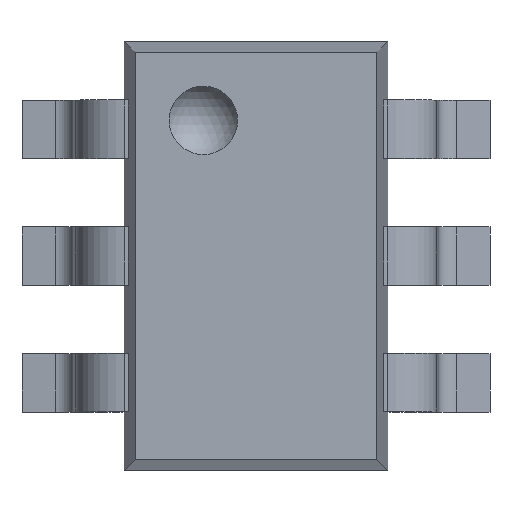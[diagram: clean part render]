
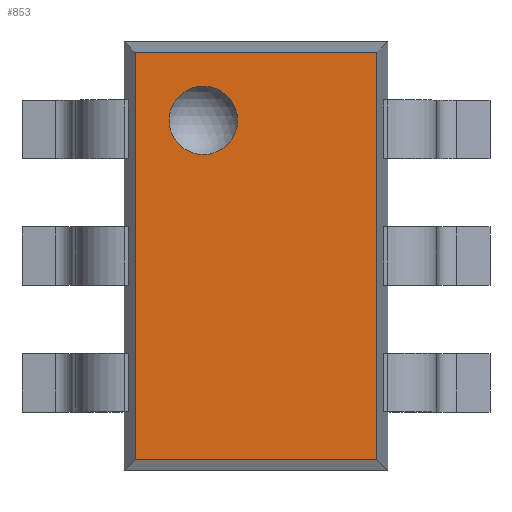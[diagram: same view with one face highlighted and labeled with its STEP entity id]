
A CAD part, top view. The second image highlights one B-rep face of the part: STEP entity #853.
In plain terms, the highlighted planar face has unit normal (0, 0, 1).
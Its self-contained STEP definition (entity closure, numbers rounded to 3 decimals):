
#12 = DIRECTION ( 'NONE',  ( -1., 0., 0. ) ) ;
#14 = DIRECTION ( 'NONE',  ( 0., 0., -1. ) ) ;
#15 = CARTESIAN_POINT ( 'NONE',  ( 1.1, 0.675, 1.1 ) ) ;
#30 = PLANE ( 'NONE',  #1342 ) ;
#139 = CIRCLE ( 'NONE', #1459, 0.175 ) ;
#140 = LINE ( 'NONE', #2660, #142 ) ;
#142 = VECTOR ( 'NONE', #2668, 1000. ) ;
#173 = VERTEX_POINT ( 'NONE', #2756 ) ;
#690 = VERTEX_POINT ( 'NONE', #1284 ) ;
#719 = EDGE_CURVE ( 'NONE', #1945, #690, #2078, .T. ) ;
#720 = EDGE_CURVE ( 'NONE', #690, #1948, #2074, .T. ) ;
#722 = EDGE_CURVE ( 'NONE', #1950, #1945, #2080, .T. ) ;
#853 = ADVANCED_FACE ( 'NONE', ( #2160, #2174 ), #30, .F. ) ;
#1113 = CARTESIAN_POINT ( 'NONE',  ( 1.1, -0.619, 1.1 ) ) ;
#1119 = DIRECTION ( 'NONE',  ( 1., 0., 0. ) ) ;
#1120 = DIRECTION ( 'NONE',  ( 0., 1., 0. ) ) ;
#1132 = CARTESIAN_POINT ( 'NONE',  ( -1.044, 0.675, 1.1 ) ) ;
#1138 = DIRECTION ( 'NONE',  ( 0., -1., 0. ) ) ;
#1284 = CARTESIAN_POINT ( 'NONE',  ( 1.044, -0.619, 1.1 ) ) ;
#1321 = CARTESIAN_POINT ( 'NONE',  ( 1.044, 0.675, 1.1 ) ) ;
#1342 = AXIS2_PLACEMENT_3D ( 'NONE', #15, #14, #12 ) ;
#1459 = AXIS2_PLACEMENT_3D ( 'NONE', #2665, #2666, #2667 ) ;
#1817 = EDGE_CURVE ( 'NONE', #173, #173, #139, .T. ) ;
#1818 = EDGE_CURVE ( 'NONE', #1948, #1950, #140, .T. ) ;
#1945 = VERTEX_POINT ( 'NONE', #2680 ) ;
#1948 = VERTEX_POINT ( 'NONE', #2664 ) ;
#1950 = VERTEX_POINT ( 'NONE', #2677 ) ;
#2003 = EDGE_LOOP ( 'NONE', ( #2069 ) ) ;
#2036 = EDGE_LOOP ( 'NONE', ( #2052, #2055, #2068, #2067 ) ) ;
#2052 = ORIENTED_EDGE ( 'NONE', *, *, #720, .T. ) ;
#2055 = ORIENTED_EDGE ( 'NONE', *, *, #1818, .T. ) ;
#2067 = ORIENTED_EDGE ( 'NONE', *, *, #719, .T. ) ;
#2068 = ORIENTED_EDGE ( 'NONE', *, *, #722, .T. ) ;
#2069 = ORIENTED_EDGE ( 'NONE', *, *, #1817, .F. ) ;
#2072 = VECTOR ( 'NONE', #1119, 1000. ) ;
#2074 = LINE ( 'NONE', #1321, #2076 ) ;
#2076 = VECTOR ( 'NONE', #1120, 1000. ) ;
#2078 = LINE ( 'NONE', #1113, #2072 ) ;
#2080 = LINE ( 'NONE', #1132, #2083 ) ;
#2083 = VECTOR ( 'NONE', #1138, 1000. ) ;
#2160 = FACE_OUTER_BOUND ( 'NONE', #2036, .T. ) ;
#2174 = FACE_BOUND ( 'NONE', #2003, .T. ) ;
#2660 = CARTESIAN_POINT ( 'NONE',  ( 1.1, 0.619, 1.1 ) ) ;
#2664 = CARTESIAN_POINT ( 'NONE',  ( 1.044, 0.619, 1.1 ) ) ;
#2665 = CARTESIAN_POINT ( 'NONE',  ( -0.695, -0.27, 1.1 ) ) ;
#2666 = DIRECTION ( 'NONE',  ( 0., 0., 1. ) ) ;
#2667 = DIRECTION ( 'NONE',  ( -1., 0., 0. ) ) ;
#2668 = DIRECTION ( 'NONE',  ( -1., 0., 0. ) ) ;
#2677 = CARTESIAN_POINT ( 'NONE',  ( -1.044, 0.619, 1.1 ) ) ;
#2680 = CARTESIAN_POINT ( 'NONE',  ( -1.044, -0.619, 1.1 ) ) ;
#2756 = CARTESIAN_POINT ( 'NONE',  ( -0.87, -0.27, 1.1 ) ) ;
